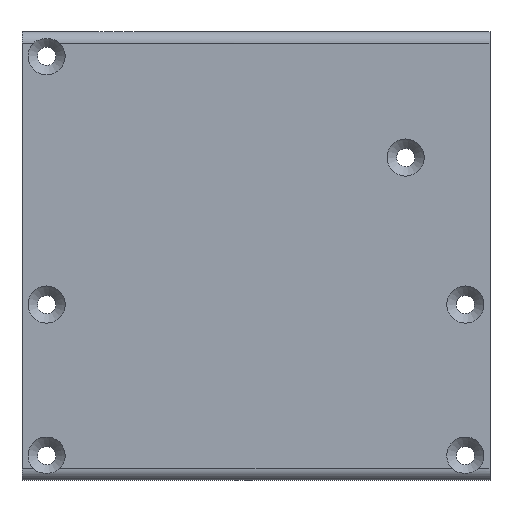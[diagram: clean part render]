
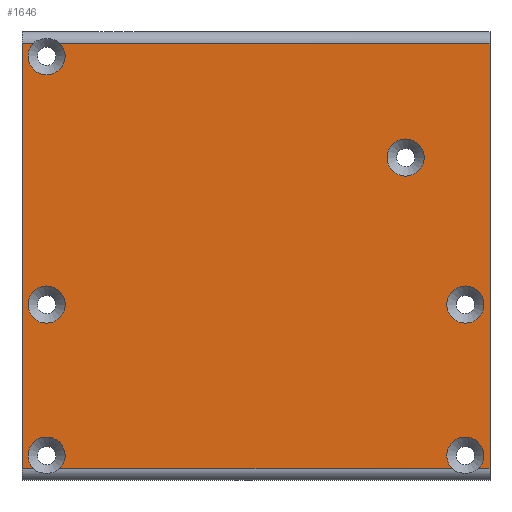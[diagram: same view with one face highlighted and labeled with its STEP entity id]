
A CAD part, top view. The second image highlights one B-rep face of the part: STEP entity #1646.
In plain terms, the highlighted planar face has unit normal (0, 0, 1).
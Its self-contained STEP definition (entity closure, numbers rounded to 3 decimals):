
#52=FACE_BOUND('',#339,.T.);
#53=FACE_BOUND('',#340,.T.);
#54=FACE_BOUND('',#341,.T.);
#103=CIRCLE('',#1786,3.25);
#106=CIRCLE('',#1789,3.25);
#107=CIRCLE('',#1791,3.25);
#108=CIRCLE('',#1792,3.25);
#109=CIRCLE('',#1793,3.25);
#110=CIRCLE('',#1794,3.25);
#111=CIRCLE('',#1795,3.25);
#112=CIRCLE('',#1796,3.25);
#113=CIRCLE('',#1797,3.25);
#114=CIRCLE('',#1798,3.25);
#115=CIRCLE('',#1799,3.25);
#116=CIRCLE('',#1800,3.25);
#186=PLANE('',#1790);
#250=FACE_OUTER_BOUND('',#338,.T.);
#338=EDGE_LOOP('',(#1380,#1381,#1382,#1383,#1384,#1385,#1386,#1387,#1388,
#1389,#1390,#1391,#1392));
#339=EDGE_LOOP('',(#1393,#1394));
#340=EDGE_LOOP('',(#1395,#1396));
#341=EDGE_LOOP('',(#1397,#1398));
#506=LINE('',#2853,#654);
#508=LINE('',#2861,#656);
#509=LINE('',#2878,#657);
#511=LINE('',#2893,#659);
#512=LINE('',#2895,#660);
#513=LINE('',#2901,#661);
#514=LINE('',#2902,#662);
#654=VECTOR('',#2161,10.);
#656=VECTOR('',#2167,10.);
#657=VECTOR('',#2168,10.);
#659=VECTOR('',#2186,10.);
#660=VECTOR('',#2187,10.);
#661=VECTOR('',#2192,10.);
#662=VECTOR('',#2193,10.);
#798=VERTEX_POINT('',#2835);
#799=VERTEX_POINT('',#2836);
#800=VERTEX_POINT('',#2852);
#803=VERTEX_POINT('',#2858);
#804=VERTEX_POINT('',#2860);
#805=VERTEX_POINT('',#2862);
#806=VERTEX_POINT('',#2880);
#809=VERTEX_POINT('',#2889);
#810=VERTEX_POINT('',#2892);
#811=VERTEX_POINT('',#2894);
#812=VERTEX_POINT('',#2896);
#813=VERTEX_POINT('',#2898);
#814=VERTEX_POINT('',#2900);
#815=VERTEX_POINT('',#2903);
#816=VERTEX_POINT('',#2904);
#817=VERTEX_POINT('',#2907);
#818=VERTEX_POINT('',#2908);
#819=VERTEX_POINT('',#2911);
#820=VERTEX_POINT('',#2912);
#1011=EDGE_CURVE('',#799,#800,#506,.T.);
#1015=EDGE_CURVE('',#803,#804,#508,.T.);
#1017=EDGE_CURVE('',#805,#798,#509,.T.);
#1018=EDGE_CURVE('',#806,#798,#103,.T.);
#1022=EDGE_CURVE('',#799,#806,#106,.T.);
#1023=EDGE_CURVE('',#805,#809,#107,.T.);
#1024=EDGE_CURVE('',#809,#804,#108,.T.);
#1025=EDGE_CURVE('',#803,#810,#511,.T.);
#1026=EDGE_CURVE('',#811,#810,#512,.T.);
#1027=EDGE_CURVE('',#811,#812,#109,.T.);
#1028=EDGE_CURVE('',#812,#813,#110,.T.);
#1029=EDGE_CURVE('',#814,#813,#513,.T.);
#1030=EDGE_CURVE('',#814,#800,#514,.T.);
#1031=EDGE_CURVE('',#815,#816,#111,.T.);
#1032=EDGE_CURVE('',#816,#815,#112,.T.);
#1033=EDGE_CURVE('',#817,#818,#113,.T.);
#1034=EDGE_CURVE('',#818,#817,#114,.T.);
#1035=EDGE_CURVE('',#819,#820,#115,.T.);
#1036=EDGE_CURVE('',#820,#819,#116,.T.);
#1380=ORIENTED_EDGE('',*,*,#1011,.F.);
#1381=ORIENTED_EDGE('',*,*,#1022,.T.);
#1382=ORIENTED_EDGE('',*,*,#1018,.T.);
#1383=ORIENTED_EDGE('',*,*,#1017,.F.);
#1384=ORIENTED_EDGE('',*,*,#1023,.T.);
#1385=ORIENTED_EDGE('',*,*,#1024,.T.);
#1386=ORIENTED_EDGE('',*,*,#1015,.F.);
#1387=ORIENTED_EDGE('',*,*,#1025,.T.);
#1388=ORIENTED_EDGE('',*,*,#1026,.F.);
#1389=ORIENTED_EDGE('',*,*,#1027,.T.);
#1390=ORIENTED_EDGE('',*,*,#1028,.T.);
#1391=ORIENTED_EDGE('',*,*,#1029,.F.);
#1392=ORIENTED_EDGE('',*,*,#1030,.T.);
#1393=ORIENTED_EDGE('',*,*,#1031,.T.);
#1394=ORIENTED_EDGE('',*,*,#1032,.T.);
#1395=ORIENTED_EDGE('',*,*,#1033,.T.);
#1396=ORIENTED_EDGE('',*,*,#1034,.T.);
#1397=ORIENTED_EDGE('',*,*,#1035,.T.);
#1398=ORIENTED_EDGE('',*,*,#1036,.T.);
#1646=ADVANCED_FACE('',(#250,#52,#53,#54),#186,.T.);
#1786=AXIS2_PLACEMENT_3D('',#2881,#2171,#2172);
#1789=AXIS2_PLACEMENT_3D('',#2887,#2178,#2179);
#1790=AXIS2_PLACEMENT_3D('',#2888,#2180,#2181);
#1791=AXIS2_PLACEMENT_3D('',#2890,#2182,#2183);
#1792=AXIS2_PLACEMENT_3D('',#2891,#2184,#2185);
#1793=AXIS2_PLACEMENT_3D('',#2897,#2188,#2189);
#1794=AXIS2_PLACEMENT_3D('',#2899,#2190,#2191);
#1795=AXIS2_PLACEMENT_3D('',#2905,#2194,#2195);
#1796=AXIS2_PLACEMENT_3D('',#2906,#2196,#2197);
#1797=AXIS2_PLACEMENT_3D('',#2909,#2198,#2199);
#1798=AXIS2_PLACEMENT_3D('',#2910,#2200,#2201);
#1799=AXIS2_PLACEMENT_3D('',#2913,#2202,#2203);
#1800=AXIS2_PLACEMENT_3D('',#2914,#2204,#2205);
#2161=DIRECTION('',(-1.,0.,0.));
#2167=DIRECTION('',(-1.,0.,0.));
#2168=DIRECTION('',(-1.,0.,0.));
#2171=DIRECTION('center_axis',(0.,0.,-1.));
#2172=DIRECTION('ref_axis',(1.,0.,0.));
#2178=DIRECTION('center_axis',(0.,0.,-1.));
#2179=DIRECTION('ref_axis',(1.,0.,0.));
#2180=DIRECTION('center_axis',(0.,0.,1.));
#2181=DIRECTION('ref_axis',(1.,0.,0.));
#2182=DIRECTION('center_axis',(0.,0.,-1.));
#2183=DIRECTION('ref_axis',(1.,0.,0.));
#2184=DIRECTION('center_axis',(0.,0.,-1.));
#2185=DIRECTION('ref_axis',(1.,0.,0.));
#2186=DIRECTION('',(0.,1.,0.));
#2187=DIRECTION('',(1.,0.,0.));
#2188=DIRECTION('center_axis',(0.,0.,-1.));
#2189=DIRECTION('ref_axis',(1.,0.,0.));
#2190=DIRECTION('center_axis',(0.,0.,-1.));
#2191=DIRECTION('ref_axis',(1.,0.,0.));
#2192=DIRECTION('',(1.,0.,0.));
#2193=DIRECTION('',(0.,-1.,0.));
#2194=DIRECTION('center_axis',(0.,0.,-1.));
#2195=DIRECTION('ref_axis',(1.,0.,0.));
#2196=DIRECTION('center_axis',(0.,0.,-1.));
#2197=DIRECTION('ref_axis',(1.,0.,0.));
#2198=DIRECTION('center_axis',(0.,0.,-1.));
#2199=DIRECTION('ref_axis',(1.,0.,0.));
#2200=DIRECTION('center_axis',(0.,0.,-1.));
#2201=DIRECTION('ref_axis',(1.,0.,0.));
#2202=DIRECTION('center_axis',(0.,0.,-1.));
#2203=DIRECTION('ref_axis',(1.,0.,0.));
#2204=DIRECTION('center_axis',(0.,0.,-1.));
#2205=DIRECTION('ref_axis',(1.,0.,0.));
#2835=CARTESIAN_POINT('',(-34.304,-37.2,15.));
#2836=CARTESIAN_POINT('',(-38.896,-37.2,15.));
#2852=CARTESIAN_POINT('',(-40.9,-37.2,15.));
#2853=CARTESIAN_POINT('',(-20.45,-37.2,15.));
#2858=CARTESIAN_POINT('',(40.9,-37.2,15.));
#2860=CARTESIAN_POINT('',(38.896,-37.2,15.));
#2861=CARTESIAN_POINT('',(-20.45,-37.2,15.));
#2862=CARTESIAN_POINT('',(34.304,-37.2,15.));
#2878=CARTESIAN_POINT('',(-20.45,-37.2,15.));
#2880=CARTESIAN_POINT('',(-39.85,-34.9,15.));
#2881=CARTESIAN_POINT('Origin',(-36.6,-34.9,15.));
#2887=CARTESIAN_POINT('Origin',(-36.6,-34.9,15.));
#2888=CARTESIAN_POINT('Origin',(0.,0.,15.));
#2889=CARTESIAN_POINT('',(33.35,-34.9,15.));
#2890=CARTESIAN_POINT('Origin',(36.6,-34.9,15.));
#2891=CARTESIAN_POINT('Origin',(36.6,-34.9,15.));
#2892=CARTESIAN_POINT('',(40.9,37.2,15.));
#2893=CARTESIAN_POINT('',(40.9,-39.2,15.));
#2894=CARTESIAN_POINT('',(-34.304,37.2,15.));
#2895=CARTESIAN_POINT('',(20.45,37.2,15.));
#2896=CARTESIAN_POINT('',(-39.85,34.9,15.));
#2897=CARTESIAN_POINT('Origin',(-36.6,34.9,15.));
#2898=CARTESIAN_POINT('',(-38.896,37.2,15.));
#2899=CARTESIAN_POINT('Origin',(-36.6,34.9,15.));
#2900=CARTESIAN_POINT('',(-40.9,37.2,15.));
#2901=CARTESIAN_POINT('',(20.45,37.2,15.));
#2902=CARTESIAN_POINT('',(-40.9,39.2,15.));
#2903=CARTESIAN_POINT('',(-33.35,-8.5,15.));
#2904=CARTESIAN_POINT('',(-39.85,-8.5,15.));
#2905=CARTESIAN_POINT('Origin',(-36.6,-8.5,15.));
#2906=CARTESIAN_POINT('Origin',(-36.6,-8.5,15.));
#2907=CARTESIAN_POINT('',(29.4,17.2,15.));
#2908=CARTESIAN_POINT('',(22.9,17.2,15.));
#2909=CARTESIAN_POINT('Origin',(26.15,17.2,15.));
#2910=CARTESIAN_POINT('Origin',(26.15,17.2,15.));
#2911=CARTESIAN_POINT('',(39.85,-8.5,15.));
#2912=CARTESIAN_POINT('',(33.35,-8.5,15.));
#2913=CARTESIAN_POINT('Origin',(36.6,-8.5,15.));
#2914=CARTESIAN_POINT('Origin',(36.6,-8.5,15.));
